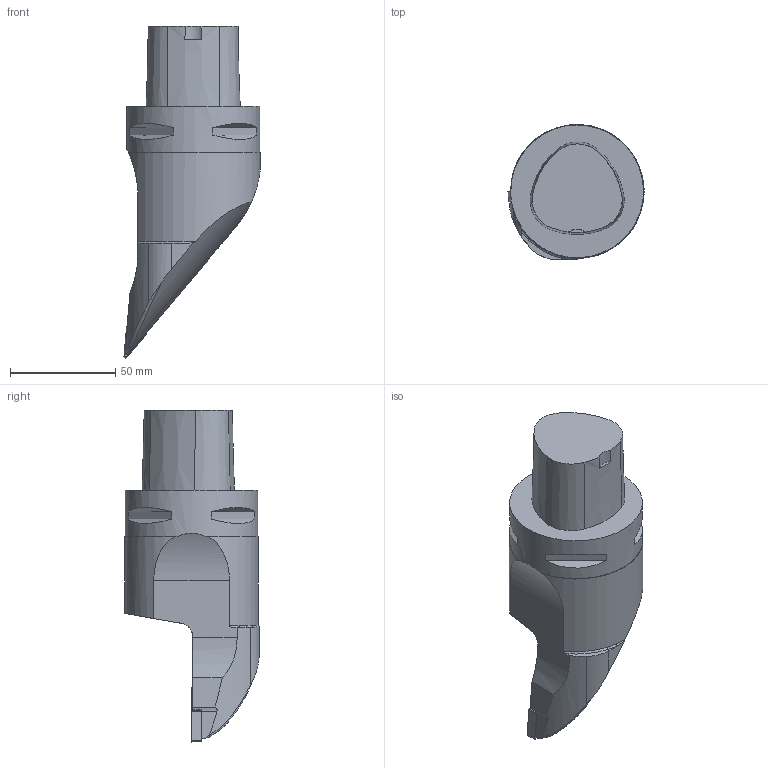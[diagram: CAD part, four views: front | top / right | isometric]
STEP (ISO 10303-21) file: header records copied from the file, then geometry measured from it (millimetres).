
FILE_DESCRIPTION(/* description */ (''),/* implementation_level */ '2;1');
FILE_NAME(/* name */ '1569389535873.stp',/* time_stamp */ '2019-09-25T11:02:27+06:00',/* author */ (''),/* organization */ ('SMS'),/* preprocessor_version */ 'ST-DEVELOPER v15',/* originating_system */ 'SIEMENS PLM Software NX 8.5',/* authorisation */ '');
FILE_SCHEMA (('AUTOMOTIVE_DESIGN { 1 0 10303 214 3 1 1 1 }'));
Length unit declared in the file: millimetre
Products named in the file (4): ASSEMBLY_CONSTRUCTION; IsoTurningInsert; 201925931mod000_00; 201925930mod000_00
Assembly tree (3 placements, depth 2):
  201925930mod000_00
    201925931mod000_00
    IsoTurningInsert
    ASSEMBLY_CONSTRUCTION
Bounding box: 64.59 x 63.9 x 157.49 mm (x, y, z)
Volume: 265152.7 mm3; surface area: 27528.9 mm2
Topology: 2 solids, 2 shells, 70 faces, 180 edges, 125 vertices
Faces by surface type: plane 36, cylinder 15, cone 13, torus 5, bspline 1
Full cylindrical faces by diameter (mm): 4.4 x2, 63 x1
Entity records: 2481 total; most frequent: CARTESIAN_POINT 667, DIRECTION 363, ORIENTED_EDGE 328, EDGE_CURVE 164, AXIS2_PLACEMENT_3D 144, VERTEX_POINT 113, EDGE_LOOP 87, LINE 75
